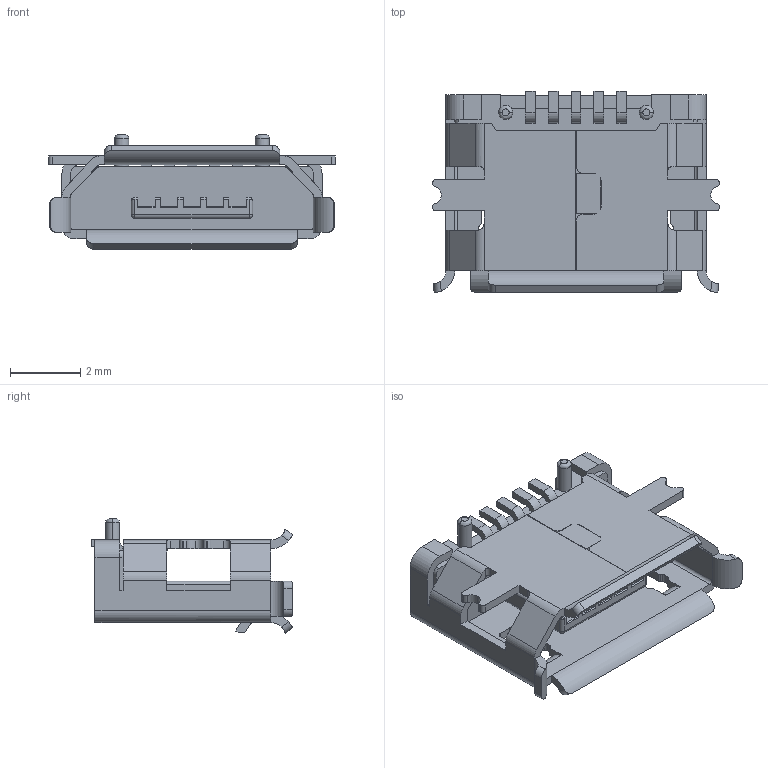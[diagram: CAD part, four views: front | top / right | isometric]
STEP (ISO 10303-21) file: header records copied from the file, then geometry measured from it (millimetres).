
FILE_DESCRIPTION(('STEP AP214'),'1');
FILE_NAME('u253-051t-4bh89-s1s.stp','2022-01-08T14:17:50',('TraceParts'),('TraceParts S.A.'),'Spatial InterOp 3D',' ',' ');
FILE_SCHEMA(('AUTOMOTIVE_DESIGN { 1 0 10303 214 1 1 1 1 }'));
Length unit declared in the file: millimetre
Products named in the file (1): u253-051t-4bh89-s1s
Bounding box: 8.16 x 5.72 x 3.25 mm (x, y, z)
Volume: 39.4 mm3; surface area: 250.4 mm2
Topology: 1 solids, 1 shells, 758 faces, 2146 edges, 1408 vertices
Faces by surface type: plane 635, cylinder 115, bspline 4, sphere 2, extrusion 2
Entity records: 24477 total; most frequent: CARTESIAN_POINT 4669, ORIENTED_EDGE 4288, DIRECTION 3840, EDGE_CURVE 2144, VECTOR 1902, LINE 1900, VERTEX_POINT 1408, AXIS2_PLACEMENT_3D 969
